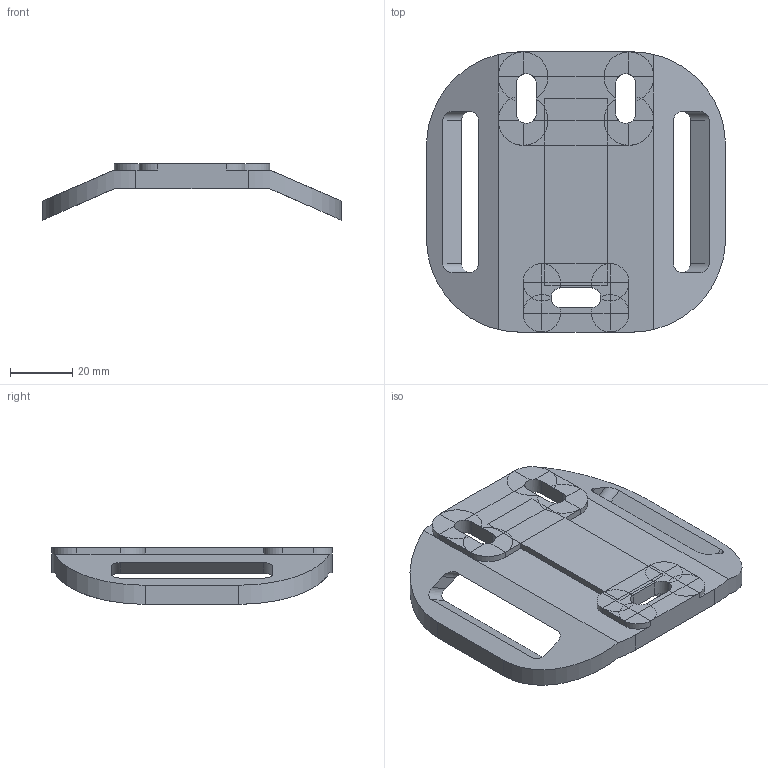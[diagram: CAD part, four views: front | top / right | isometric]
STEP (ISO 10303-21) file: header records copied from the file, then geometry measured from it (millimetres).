
FILE_DESCRIPTION(('FreeCAD Model'),'2;1');
FILE_NAME('Open CASCADE Shape Model','2025-07-22T15:11:37',(''),(''), 'Open CASCADE STEP processor 7.8','FreeCAD','Unknown');
FILE_SCHEMA(('AUTOMOTIVE_DESIGN { 1 0 10303 214 1 1 1 1 }'));
Length unit declared in the file: millimetre
Products named in the file (1): difference001
Bounding box: 96 x 90 x 18.11 mm (x, y, z)
Volume: 38637.3 mm3; surface area: 18366.3 mm2
Topology: 1 solids, 1 shells, 158 faces, 397 edges, 231 vertices
Faces by surface type: plane 117, cylinder 36, sphere 5
Entity records: 4680 total; most frequent: DIRECTION 860, CARTESIAN_POINT 806, ORIENTED_EDGE 784, EDGE_CURVE 392, AXIS2_PLACEMENT_3D 313, LINE 234, VECTOR 234, VERTEX_POINT 231
